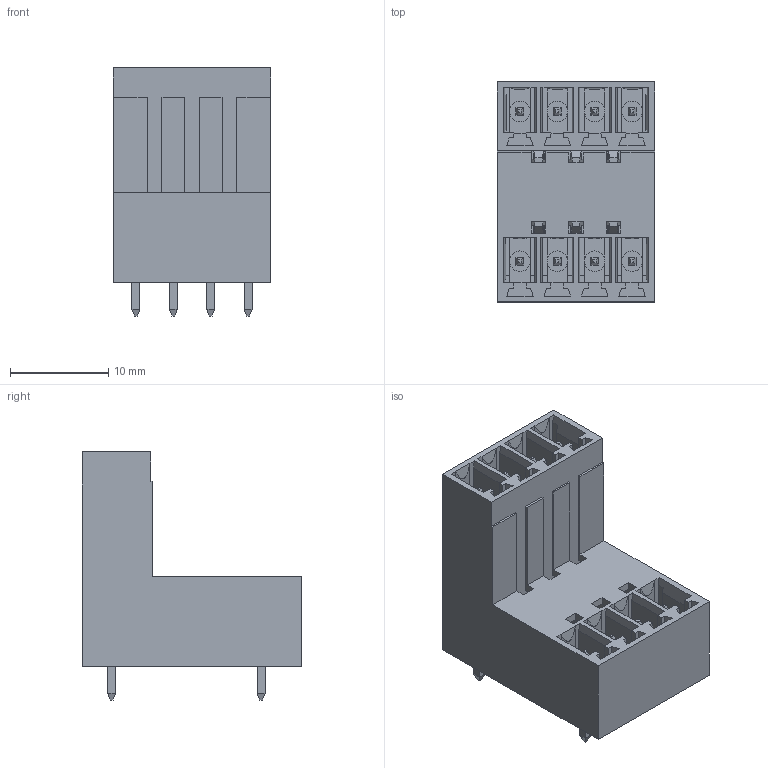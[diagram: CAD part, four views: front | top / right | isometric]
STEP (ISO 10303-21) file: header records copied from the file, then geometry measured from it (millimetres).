
FILE_DESCRIPTION( ( 'Unknown' ), '1' );
FILE_NAME( '691356300008B.stp', 'Unknown', ( 'Unknown' ), ( 'Unknown' ), 'PSStep 19.0.9', 'Unknown', ' ' );
FILE_SCHEMA( ( 'AUTOMOTIVE_DESIGN { 1 0 10303 214 1 1 1 1 }' ) );
Length unit declared in the file: millimetre
Products named in the file (5): Assem1; 6913563000xxB_PIN; 6913563000xxB_PIN LONGUE; 691356300008B_CAPOT; 691356300008B
Assembly tree (10 placements, depth 2):
  Assem1
    6913563000xxB_PIN  x4
    6913563000xxB_PIN LONGUE  x4
    691356300008B_CAPOT
    691356300008B
Bounding box: 16.03 x 22.4 x 25.3 mm (x, y, z)
Volume: 2140.7 mm3; surface area: 5857.4 mm2
Topology: 10 solids, 10 shells, 577 faces, 1530 edges, 976 vertices
Faces by surface type: plane 561, cylinder 16
Full cylindrical faces by diameter (mm): 2.1 x8
Entity records: 19430 total; most frequent: CARTESIAN_POINT 2738, ORIENTED_EDGE 2708, DIRECTION 2402, EDGE_CURVE 1354, LINE 1314, VECTOR 1314, VERTEX_POINT 880, EDGE_LOOP 548
